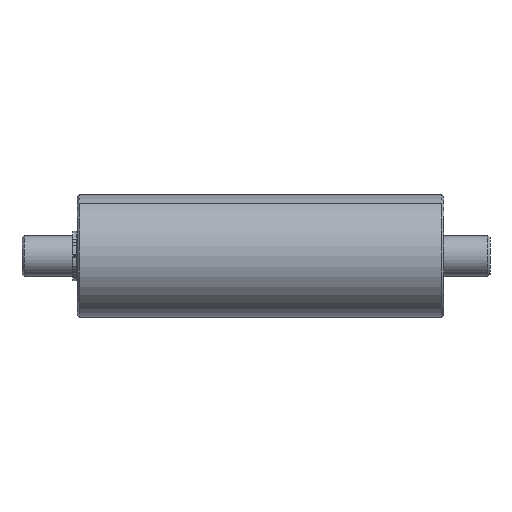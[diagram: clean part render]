
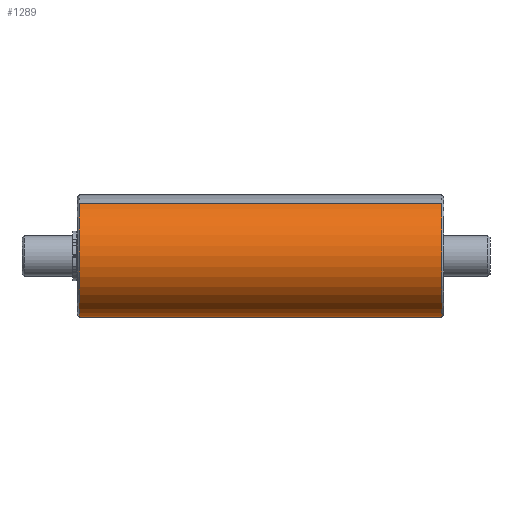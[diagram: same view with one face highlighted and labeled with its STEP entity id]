
A CAD part, front view. The second image highlights one B-rep face of the part: STEP entity #1289.
In plain terms, the highlighted cylindrical face has radius 15 mm (diameter 30 mm), a partial arc.
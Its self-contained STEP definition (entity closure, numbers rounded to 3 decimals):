
#80 = CARTESIAN_POINT ( 'NONE',  ( 45.6, -7.561, 12.955 ) ) ;
#101 = AXIS2_PLACEMENT_3D ( 'NONE', #337, #1126, #207 ) ;
#123 = CARTESIAN_POINT ( 'NONE',  ( -43.4, 0., 0. ) ) ;
#137 = CYLINDRICAL_SURFACE ( 'NONE', #1362, 15. ) ;
#141 = CARTESIAN_POINT ( 'NONE',  ( -43.9, -7.561, 12.955 ) ) ;
#207 = DIRECTION ( 'NONE',  ( 0., 0.504, -0.864 ) ) ;
#250 = CARTESIAN_POINT ( 'NONE',  ( -43.9, 0., 0. ) ) ;
#252 = CARTESIAN_POINT ( 'NONE',  ( -43.4, 7.561, -12.955 ) ) ;
#263 = ORIENTED_EDGE ( 'NONE', *, *, #696, .T. ) ;
#272 = EDGE_LOOP ( 'NONE', ( #1170, #263, #1434, #1121 ) ) ;
#298 = AXIS2_PLACEMENT_3D ( 'NONE', #123, #1041, #1182 ) ;
#337 = CARTESIAN_POINT ( 'NONE',  ( 45.6, 0., 0. ) ) ;
#391 = VERTEX_POINT ( 'NONE', #80 ) ;
#443 = VERTEX_POINT ( 'NONE', #717 ) ;
#515 = EDGE_CURVE ( 'NONE', #842, #1716, #770, .T. ) ;
#570 = CARTESIAN_POINT ( 'NONE',  ( 45.6, 7.561, -12.955 ) ) ;
#657 = DIRECTION ( 'NONE',  ( -1., 0., 0. ) ) ;
#696 = EDGE_CURVE ( 'NONE', #391, #443, #793, .T. ) ;
#717 = CARTESIAN_POINT ( 'NONE',  ( -43.4, -7.561, 12.955 ) ) ;
#742 = DIRECTION ( 'NONE',  ( -1., 0., 0. ) ) ;
#770 = LINE ( 'NONE', #1701, #1098 ) ;
#793 = LINE ( 'NONE', #141, #1326 ) ;
#798 = DIRECTION ( 'NONE',  ( 0., 0.504, -0.864 ) ) ;
#842 = VERTEX_POINT ( 'NONE', #570 ) ;
#892 = EDGE_CURVE ( 'NONE', #842, #391, #1385, .T. ) ;
#930 = DIRECTION ( 'NONE',  ( -1., 0., 0. ) ) ;
#1041 = DIRECTION ( 'NONE',  ( 1., 0., 0. ) ) ;
#1098 = VECTOR ( 'NONE', #742, 1000. ) ;
#1121 = ORIENTED_EDGE ( 'NONE', *, *, #515, .F. ) ;
#1126 = DIRECTION ( 'NONE',  ( -1., 0., 0. ) ) ;
#1149 = EDGE_CURVE ( 'NONE', #443, #1716, #1501, .T. ) ;
#1170 = ORIENTED_EDGE ( 'NONE', *, *, #892, .T. ) ;
#1182 = DIRECTION ( 'NONE',  ( 0., -0.504, 0.864 ) ) ;
#1289 = ADVANCED_FACE ( 'NONE', ( #1581 ), #137, .T. ) ;
#1326 = VECTOR ( 'NONE', #930, 1000. ) ;
#1362 = AXIS2_PLACEMENT_3D ( 'NONE', #250, #657, #798 ) ;
#1385 = CIRCLE ( 'NONE', #101, 15. ) ;
#1434 = ORIENTED_EDGE ( 'NONE', *, *, #1149, .T. ) ;
#1501 = CIRCLE ( 'NONE', #298, 15. ) ;
#1581 = FACE_OUTER_BOUND ( 'NONE', #272, .T. ) ;
#1701 = CARTESIAN_POINT ( 'NONE',  ( -43.9, 7.561, -12.955 ) ) ;
#1716 = VERTEX_POINT ( 'NONE', #252 ) ;
